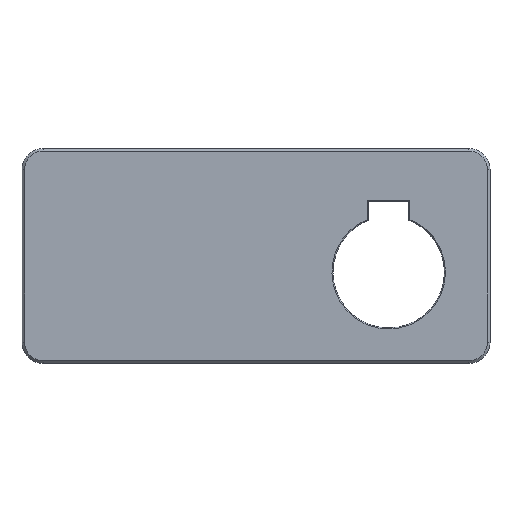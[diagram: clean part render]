
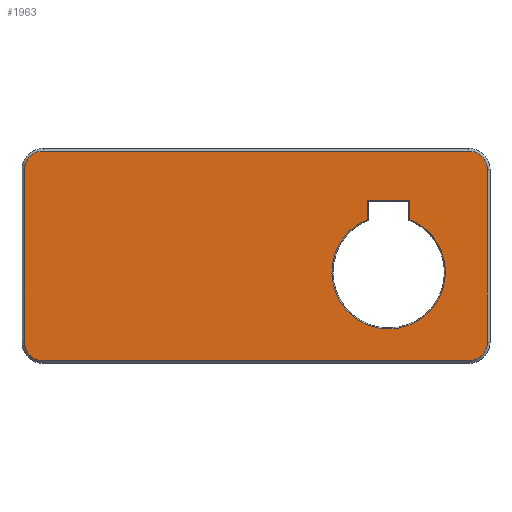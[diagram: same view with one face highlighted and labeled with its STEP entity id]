
A CAD part, top view. The second image highlights one B-rep face of the part: STEP entity #1963.
In plain terms, the highlighted planar face has unit normal (0, 0, 1).
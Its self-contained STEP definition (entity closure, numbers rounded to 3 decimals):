
#32=FACE_BOUND('',#259,.T.);
#38=CIRCLE('',#2099,11.2);
#40=CIRCLE('',#2104,3.7);
#41=CIRCLE('',#2105,3.7);
#42=CIRCLE('',#2106,3.7);
#43=CIRCLE('',#2107,3.7);
#134=FACE_OUTER_BOUND('',#258,.T.);
#258=EDGE_LOOP('',(#1320,#1321,#1322,#1323,#1324,#1325,#1326,#1327));
#259=EDGE_LOOP('',(#1328,#1329,#1330,#1331));
#382=LINE('',#2879,#608);
#386=LINE('',#2887,#612);
#389=LINE('',#2902,#615);
#395=LINE('',#2919,#621);
#396=LINE('',#2923,#622);
#397=LINE('',#2927,#623);
#398=LINE('',#2931,#624);
#608=VECTOR('',#2283,10.);
#612=VECTOR('',#2289,10.);
#615=VECTOR('',#2294,10.);
#621=VECTOR('',#2312,10.);
#622=VECTOR('',#2315,10.);
#623=VECTOR('',#2318,10.);
#624=VECTOR('',#2321,10.);
#834=VERTEX_POINT('',#2877);
#835=VERTEX_POINT('',#2878);
#838=VERTEX_POINT('',#2886);
#841=VERTEX_POINT('',#2897);
#845=VERTEX_POINT('',#2917);
#846=VERTEX_POINT('',#2918);
#847=VERTEX_POINT('',#2920);
#848=VERTEX_POINT('',#2922);
#849=VERTEX_POINT('',#2924);
#850=VERTEX_POINT('',#2926);
#851=VERTEX_POINT('',#2928);
#852=VERTEX_POINT('',#2930);
#1006=EDGE_CURVE('',#834,#835,#382,.T.);
#1010=EDGE_CURVE('',#835,#838,#386,.T.);
#1015=EDGE_CURVE('',#841,#834,#389,.T.);
#1016=EDGE_CURVE('',#838,#841,#38,.T.);
#1023=EDGE_CURVE('',#845,#846,#395,.T.);
#1024=EDGE_CURVE('',#847,#845,#40,.T.);
#1025=EDGE_CURVE('',#848,#847,#396,.T.);
#1026=EDGE_CURVE('',#849,#848,#41,.T.);
#1027=EDGE_CURVE('',#850,#849,#397,.T.);
#1028=EDGE_CURVE('',#851,#850,#42,.T.);
#1029=EDGE_CURVE('',#852,#851,#398,.T.);
#1030=EDGE_CURVE('',#846,#852,#43,.T.);
#1320=ORIENTED_EDGE('',*,*,#1023,.F.);
#1321=ORIENTED_EDGE('',*,*,#1024,.F.);
#1322=ORIENTED_EDGE('',*,*,#1025,.F.);
#1323=ORIENTED_EDGE('',*,*,#1026,.F.);
#1324=ORIENTED_EDGE('',*,*,#1027,.F.);
#1325=ORIENTED_EDGE('',*,*,#1028,.F.);
#1326=ORIENTED_EDGE('',*,*,#1029,.F.);
#1327=ORIENTED_EDGE('',*,*,#1030,.F.);
#1328=ORIENTED_EDGE('',*,*,#1006,.F.);
#1329=ORIENTED_EDGE('',*,*,#1015,.F.);
#1330=ORIENTED_EDGE('',*,*,#1016,.F.);
#1331=ORIENTED_EDGE('',*,*,#1010,.F.);
#1881=PLANE('',#2103);
#1963=ADVANCED_FACE('',(#134,#32),#1881,.T.);
#2099=AXIS2_PLACEMENT_3D('',#2904,#2297,#2298);
#2103=AXIS2_PLACEMENT_3D('',#2916,#2310,#2311);
#2104=AXIS2_PLACEMENT_3D('',#2921,#2313,#2314);
#2105=AXIS2_PLACEMENT_3D('',#2925,#2316,#2317);
#2106=AXIS2_PLACEMENT_3D('',#2929,#2319,#2320);
#2107=AXIS2_PLACEMENT_3D('',#2932,#2322,#2323);
#2283=DIRECTION('',(-1.,0.,0.));
#2289=DIRECTION('',(0.,-1.,0.));
#2294=DIRECTION('',(0.,1.,0.));
#2297=DIRECTION('center_axis',(0.,0.,1.));
#2298=DIRECTION('ref_axis',(1.,0.,0.));
#2310=DIRECTION('center_axis',(0.,0.,1.));
#2311=DIRECTION('ref_axis',(1.,0.,0.));
#2312=DIRECTION('',(0.,-1.,0.));
#2313=DIRECTION('center_axis',(0.,0.,-1.));
#2314=DIRECTION('ref_axis',(0.707,0.707,0.));
#2315=DIRECTION('',(1.,0.,0.));
#2316=DIRECTION('center_axis',(0.,0.,-1.));
#2317=DIRECTION('ref_axis',(-0.707,0.707,0.));
#2318=DIRECTION('',(0.,1.,0.));
#2319=DIRECTION('center_axis',(0.,0.,-1.));
#2320=DIRECTION('ref_axis',(-0.707,-0.707,0.));
#2321=DIRECTION('',(-1.,0.,0.));
#2322=DIRECTION('center_axis',(0.,0.,-1.));
#2323=DIRECTION('ref_axis',(0.707,-0.707,0.));
#2877=CARTESIAN_POINT('',(30.4,11.,8.));
#2878=CARTESIAN_POINT('',(22.,11.,8.));
#2879=CARTESIAN_POINT('',(11.1,11.,8.));
#2886=CARTESIAN_POINT('',(22.,7.183,8.));
#2887=CARTESIAN_POINT('',(22.,3.523,8.));
#2897=CARTESIAN_POINT('',(30.4,7.183,8.));
#2902=CARTESIAN_POINT('',(30.4,5.4,8.));
#2904=CARTESIAN_POINT('Origin',(26.2,-3.2,8.));
#2916=CARTESIAN_POINT('Origin',(0.,0.,8.));
#2917=CARTESIAN_POINT('',(45.7,17.,8.));
#2918=CARTESIAN_POINT('',(45.7,-17.,8.));
#2919=CARTESIAN_POINT('',(45.7,10.6,8.));
#2920=CARTESIAN_POINT('',(42.,20.7,8.));
#2921=CARTESIAN_POINT('Origin',(42.,17.,8.));
#2922=CARTESIAN_POINT('',(-42.,20.7,8.));
#2923=CARTESIAN_POINT('',(-23.1,20.7,8.));
#2924=CARTESIAN_POINT('',(-45.7,17.,8.));
#2925=CARTESIAN_POINT('Origin',(-42.,17.,8.));
#2926=CARTESIAN_POINT('',(-45.7,-17.,8.));
#2927=CARTESIAN_POINT('',(-45.7,-10.6,8.));
#2928=CARTESIAN_POINT('',(-42.,-20.7,8.));
#2929=CARTESIAN_POINT('Origin',(-42.,-17.,8.));
#2930=CARTESIAN_POINT('',(42.,-20.7,8.));
#2931=CARTESIAN_POINT('',(23.1,-20.7,8.));
#2932=CARTESIAN_POINT('Origin',(42.,-17.,8.));
